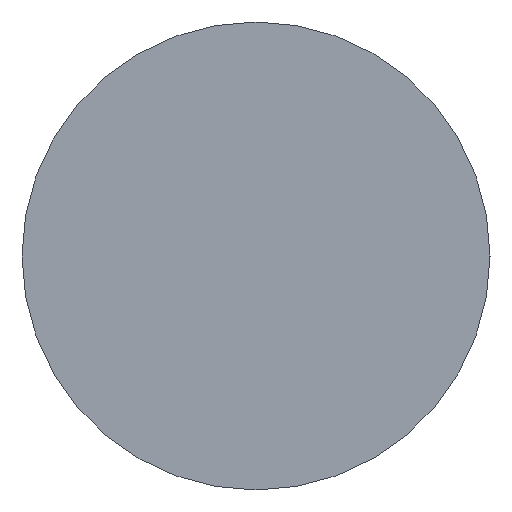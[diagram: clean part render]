
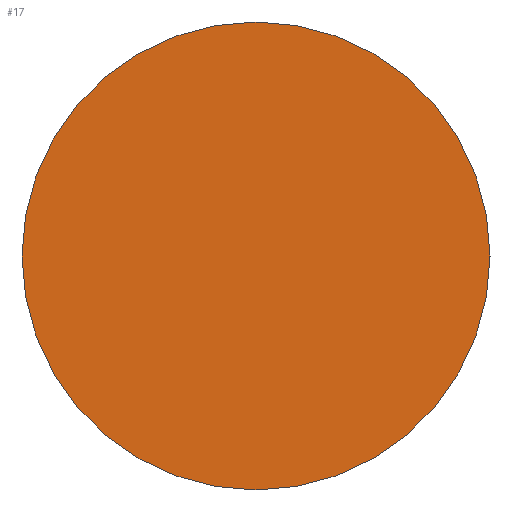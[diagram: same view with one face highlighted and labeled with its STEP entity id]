
A CAD part, front view. The second image highlights one B-rep face of the part: STEP entity #17.
In plain terms, the highlighted planar face has unit normal (0, -1, 0).
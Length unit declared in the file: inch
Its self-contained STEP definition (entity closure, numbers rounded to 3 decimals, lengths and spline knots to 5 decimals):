
#17 = ADVANCED_FACE ( 'NONE', ( #138 ), #418, .T. ) ;
#47 = AXIS2_PLACEMENT_3D ( 'NONE', #85, #119, #358 ) ;
#85 = CARTESIAN_POINT ( 'NONE',  ( 0., 0., 0. ) ) ;
#90 = DIRECTION ( 'NONE',  ( 0., -1., 0. ) ) ;
#98 = DIRECTION ( 'NONE',  ( 0., 0., -1. ) ) ;
#119 = DIRECTION ( 'NONE',  ( 0., -1., 0. ) ) ;
#120 = CARTESIAN_POINT ( 'NONE',  ( 0., 0., 0. ) ) ;
#134 = VERTEX_POINT ( 'NONE', #166 ) ;
#138 = FACE_OUTER_BOUND ( 'NONE', #375, .T. ) ;
#152 = CARTESIAN_POINT ( 'NONE',  ( 0., 0., 0. ) ) ;
#156 = DIRECTION ( 'NONE',  ( 0., 0., -1. ) ) ;
#160 = DIRECTION ( 'NONE',  ( 0., -1., 0. ) ) ;
#166 = CARTESIAN_POINT ( 'NONE',  ( 0., 0., -0.375 ) ) ;
#182 = CARTESIAN_POINT ( 'NONE',  ( 0., 0., 0.375 ) ) ;
#211 = VERTEX_POINT ( 'NONE', #182 ) ;
#256 = AXIS2_PLACEMENT_3D ( 'NONE', #120, #160, #156 ) ;
#257 = CIRCLE ( 'NONE', #291, 0.375 ) ;
#291 = AXIS2_PLACEMENT_3D ( 'NONE', #152, #90, #98 ) ;
#327 = EDGE_CURVE ( 'NONE', #211, #134, #459, .T. ) ;
#358 = DIRECTION ( 'NONE',  ( 0., 0., -1. ) ) ;
#362 = EDGE_CURVE ( 'NONE', #134, #211, #257, .T. ) ;
#375 = EDGE_LOOP ( 'NONE', ( #453, #452 ) ) ;
#418 = PLANE ( 'NONE',  #256 ) ;
#452 = ORIENTED_EDGE ( 'NONE', *, *, #327, .T. ) ;
#453 = ORIENTED_EDGE ( 'NONE', *, *, #362, .T. ) ;
#459 = CIRCLE ( 'NONE', #47, 0.375 ) ;
